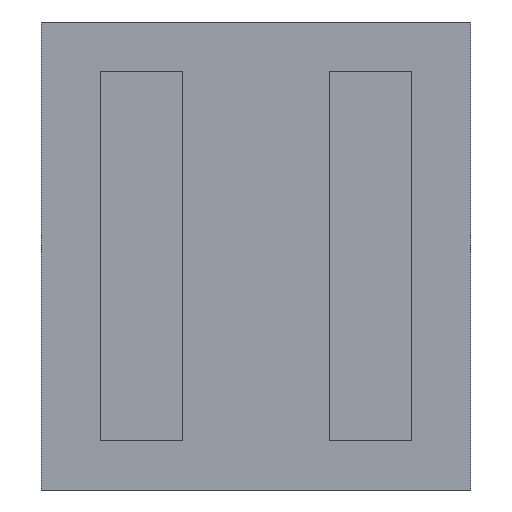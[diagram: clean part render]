
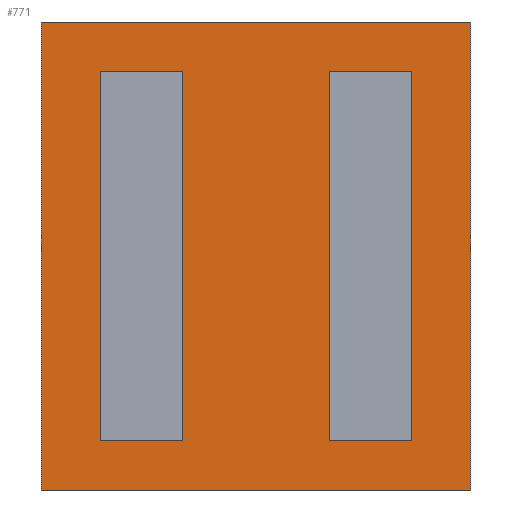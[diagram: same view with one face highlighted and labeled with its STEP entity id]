
A CAD part, front view. The second image highlights one B-rep face of the part: STEP entity #771.
In plain terms, the highlighted planar face has unit normal (0, -1, 0).
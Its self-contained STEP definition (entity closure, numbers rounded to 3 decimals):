
#8 = DIRECTION ( 'NONE',  ( 0., 0., 1. ) ) ;
#32 = VECTOR ( 'NONE', #1499, 1000. ) ;
#67 = CARTESIAN_POINT ( 'NONE',  ( 0., 0., -1.44 ) ) ;
#73 = LINE ( 'NONE', #685, #982 ) ;
#81 = DIRECTION ( 'NONE',  ( -1., 0., 0. ) ) ;
#86 = VERTEX_POINT ( 'NONE', #1459 ) ;
#123 = EDGE_CURVE ( 'NONE', #1247, #150, #234, .T. ) ;
#140 = VECTOR ( 'NONE', #975, 1000. ) ;
#145 = LINE ( 'NONE', #623, #932 ) ;
#150 = VERTEX_POINT ( 'NONE', #367 ) ;
#158 = CARTESIAN_POINT ( 'NONE',  ( 0., 0., -1.44 ) ) ;
#164 = CARTESIAN_POINT ( 'NONE',  ( -1.21, 0., -1.44 ) ) ;
#167 = VECTOR ( 'NONE', #636, 1000. ) ;
#172 = PLANE ( 'NONE',  #900 ) ;
#182 = LINE ( 'NONE', #1410, #767 ) ;
#216 = CARTESIAN_POINT ( 'NONE',  ( 1.21, 0., 0. ) ) ;
#224 = ORIENTED_EDGE ( 'NONE', *, *, #1128, .T. ) ;
#234 = LINE ( 'NONE', #983, #140 ) ;
#240 = VECTOR ( 'NONE', #1176, 1000. ) ;
#252 = VERTEX_POINT ( 'NONE', #164 ) ;
#258 = EDGE_CURVE ( 'NONE', #584, #1449, #1035, .T. ) ;
#262 = ORIENTED_EDGE ( 'NONE', *, *, #538, .F. ) ;
#299 = DIRECTION ( 'NONE',  ( 0., 0., 1. ) ) ;
#302 = EDGE_LOOP ( 'NONE', ( #1493, #1312, #224, #587 ) ) ;
#306 = LINE ( 'NONE', #216, #240 ) ;
#367 = CARTESIAN_POINT ( 'NONE',  ( 0.57, 0., 1.44 ) ) ;
#374 = LINE ( 'NONE', #1339, #1352 ) ;
#378 = EDGE_CURVE ( 'NONE', #1179, #589, #1112, .T. ) ;
#381 = ORIENTED_EDGE ( 'NONE', *, *, #123, .F. ) ;
#420 = FACE_BOUND ( 'NONE', #1121, .T. ) ;
#422 = ORIENTED_EDGE ( 'NONE', *, *, #1099, .F. ) ;
#444 = CARTESIAN_POINT ( 'NONE',  ( 0.57, 0., -1.44 ) ) ;
#447 = DIRECTION ( 'NONE',  ( -1., 0., 0. ) ) ;
#454 = CARTESIAN_POINT ( 'NONE',  ( 0., 0., 1.44 ) ) ;
#468 = EDGE_CURVE ( 'NONE', #150, #584, #374, .T. ) ;
#483 = VERTEX_POINT ( 'NONE', #656 ) ;
#518 = LINE ( 'NONE', #1000, #32 ) ;
#521 = LINE ( 'NONE', #626, #1405 ) ;
#523 = VERTEX_POINT ( 'NONE', #755 ) ;
#528 = CARTESIAN_POINT ( 'NONE',  ( 0., 0., 0. ) ) ;
#535 = FACE_BOUND ( 'NONE', #1126, .T. ) ;
#538 = EDGE_CURVE ( 'NONE', #1046, #252, #518, .T. ) ;
#557 = CARTESIAN_POINT ( 'NONE',  ( 1.675, 0., -1.825 ) ) ;
#584 = VERTEX_POINT ( 'NONE', #444 ) ;
#587 = ORIENTED_EDGE ( 'NONE', *, *, #751, .T. ) ;
#589 = VERTEX_POINT ( 'NONE', #797 ) ;
#623 = CARTESIAN_POINT ( 'NONE',  ( -1.675, 0., -1.825 ) ) ;
#626 = CARTESIAN_POINT ( 'NONE',  ( 1.675, 0., -1.825 ) ) ;
#636 = DIRECTION ( 'NONE',  ( 1., 0., 0. ) ) ;
#655 = CARTESIAN_POINT ( 'NONE',  ( -0.57, 0., -1.44 ) ) ;
#656 = CARTESIAN_POINT ( 'NONE',  ( 1.675, 0., 1.825 ) ) ;
#659 = EDGE_CURVE ( 'NONE', #1449, #1247, #306, .T. ) ;
#669 = LINE ( 'NONE', #67, #846 ) ;
#676 = ORIENTED_EDGE ( 'NONE', *, *, #258, .F. ) ;
#685 = CARTESIAN_POINT ( 'NONE',  ( -1.675, 0., 1.825 ) ) ;
#703 = ORIENTED_EDGE ( 'NONE', *, *, #859, .F. ) ;
#730 = DIRECTION ( 'NONE',  ( 0., 0., -1. ) ) ;
#751 = EDGE_CURVE ( 'NONE', #1075, #483, #521, .T. ) ;
#755 = CARTESIAN_POINT ( 'NONE',  ( -1.675, 0., -1.825 ) ) ;
#767 = VECTOR ( 'NONE', #1048, 1000. ) ;
#769 = CARTESIAN_POINT ( 'NONE',  ( 1.21, 0., 1.44 ) ) ;
#771 = ADVANCED_FACE ( 'NONE', ( #420, #1269, #535 ), #172, .F. ) ;
#776 = DIRECTION ( 'NONE',  ( 1., 0., 0. ) ) ;
#797 = CARTESIAN_POINT ( 'NONE',  ( -0.57, 0., 1.44 ) ) ;
#841 = EDGE_CURVE ( 'NONE', #483, #86, #73, .T. ) ;
#846 = VECTOR ( 'NONE', #776, 1000. ) ;
#859 = EDGE_CURVE ( 'NONE', #589, #1046, #1309, .T. ) ;
#895 = DIRECTION ( 'NONE',  ( 0., 0., 1. ) ) ;
#900 = AXIS2_PLACEMENT_3D ( 'NONE', #528, #1387, #299 ) ;
#932 = VECTOR ( 'NONE', #1402, 1000. ) ;
#957 = VECTOR ( 'NONE', #8, 1000. ) ;
#975 = DIRECTION ( 'NONE',  ( -1., 0., 0. ) ) ;
#982 = VECTOR ( 'NONE', #81, 1000. ) ;
#983 = CARTESIAN_POINT ( 'NONE',  ( 0., 0., 1.44 ) ) ;
#1000 = CARTESIAN_POINT ( 'NONE',  ( -1.21, 0., 0. ) ) ;
#1015 = CARTESIAN_POINT ( 'NONE',  ( -1.21, 0., 1.44 ) ) ;
#1035 = LINE ( 'NONE', #158, #167 ) ;
#1046 = VERTEX_POINT ( 'NONE', #1015 ) ;
#1048 = DIRECTION ( 'NONE',  ( 1., 0., 0. ) ) ;
#1073 = ORIENTED_EDGE ( 'NONE', *, *, #468, .F. ) ;
#1075 = VERTEX_POINT ( 'NONE', #557 ) ;
#1092 = VECTOR ( 'NONE', #447, 1000. ) ;
#1096 = ORIENTED_EDGE ( 'NONE', *, *, #659, .F. ) ;
#1097 = CARTESIAN_POINT ( 'NONE',  ( 1.21, 0., -1.44 ) ) ;
#1099 = EDGE_CURVE ( 'NONE', #252, #1179, #669, .T. ) ;
#1112 = LINE ( 'NONE', #1236, #957 ) ;
#1121 = EDGE_LOOP ( 'NONE', ( #1240, #422, #262, #703 ) ) ;
#1126 = EDGE_LOOP ( 'NONE', ( #676, #1073, #381, #1096 ) ) ;
#1128 = EDGE_CURVE ( 'NONE', #523, #1075, #182, .T. ) ;
#1176 = DIRECTION ( 'NONE',  ( 0., 0., 1. ) ) ;
#1179 = VERTEX_POINT ( 'NONE', #655 ) ;
#1236 = CARTESIAN_POINT ( 'NONE',  ( -0.57, 0., 0. ) ) ;
#1240 = ORIENTED_EDGE ( 'NONE', *, *, #378, .F. ) ;
#1247 = VERTEX_POINT ( 'NONE', #769 ) ;
#1258 = EDGE_CURVE ( 'NONE', #86, #523, #145, .T. ) ;
#1269 = FACE_OUTER_BOUND ( 'NONE', #302, .T. ) ;
#1309 = LINE ( 'NONE', #454, #1092 ) ;
#1312 = ORIENTED_EDGE ( 'NONE', *, *, #1258, .T. ) ;
#1339 = CARTESIAN_POINT ( 'NONE',  ( 0.57, 0., 0. ) ) ;
#1352 = VECTOR ( 'NONE', #730, 1000. ) ;
#1387 = DIRECTION ( 'NONE',  ( 0., 1., 0. ) ) ;
#1402 = DIRECTION ( 'NONE',  ( 0., 0., -1. ) ) ;
#1405 = VECTOR ( 'NONE', #895, 1000. ) ;
#1410 = CARTESIAN_POINT ( 'NONE',  ( -1.675, 0., -1.825 ) ) ;
#1449 = VERTEX_POINT ( 'NONE', #1097 ) ;
#1459 = CARTESIAN_POINT ( 'NONE',  ( -1.675, 0., 1.825 ) ) ;
#1493 = ORIENTED_EDGE ( 'NONE', *, *, #841, .T. ) ;
#1499 = DIRECTION ( 'NONE',  ( 0., 0., -1. ) ) ;
